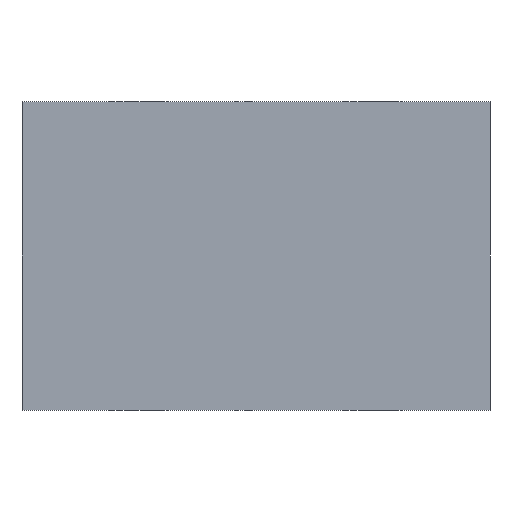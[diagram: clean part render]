
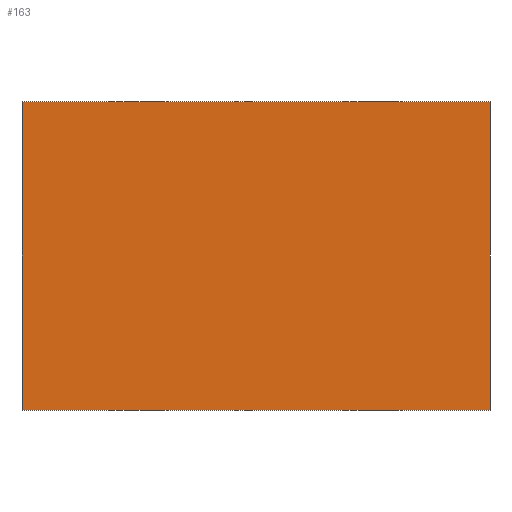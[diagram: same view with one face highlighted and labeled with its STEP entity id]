
A CAD part, front view. The second image highlights one B-rep face of the part: STEP entity #163.
In plain terms, the highlighted planar face has unit normal (0, -1, 0).
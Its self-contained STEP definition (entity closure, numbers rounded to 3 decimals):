
#22 = VERTEX_POINT('',#23);
#23 = CARTESIAN_POINT('',(-40.5,100.,397.35));
#31 = EDGE_CURVE('',#22,#32,#34,.T.);
#32 = VERTEX_POINT('',#33);
#33 = CARTESIAN_POINT('',(-65.5,100.,397.35));
#34 = LINE('',#35,#36);
#35 = CARTESIAN_POINT('',(-40.5,100.,397.35));
#36 = VECTOR('',#37,1.);
#37 = DIRECTION('',(-1.,-0.,-0.));
#93 = VERTEX_POINT('',#94);
#94 = CARTESIAN_POINT('',(-40.5,100.,413.85));
#100 = EDGE_CURVE('',#22,#93,#101,.T.);
#101 = LINE('',#102,#103);
#102 = CARTESIAN_POINT('',(-40.5,100.,402.85));
#103 = VECTOR('',#104,1.);
#104 = DIRECTION('',(-0.,-0.,1.));
#115 = EDGE_CURVE('',#93,#116,#118,.T.);
#116 = VERTEX_POINT('',#117);
#117 = CARTESIAN_POINT('',(-65.5,100.,413.85));
#118 = LINE('',#119,#120);
#119 = CARTESIAN_POINT('',(-40.5,100.,413.85));
#120 = VECTOR('',#121,1.);
#121 = DIRECTION('',(-1.,-0.,-0.));
#163 = ADVANCED_FACE('',(#164),#175,.T.);
#164 = FACE_BOUND('',#165,.T.);
#165 = EDGE_LOOP('',(#166,#167,#168,#169));
#166 = ORIENTED_EDGE('',*,*,#31,.F.);
#167 = ORIENTED_EDGE('',*,*,#100,.T.);
#168 = ORIENTED_EDGE('',*,*,#115,.T.);
#169 = ORIENTED_EDGE('',*,*,#170,.F.);
#170 = EDGE_CURVE('',#32,#116,#171,.T.);
#171 = LINE('',#172,#173);
#172 = CARTESIAN_POINT('',(-65.5,100.,402.85));
#173 = VECTOR('',#174,1.);
#174 = DIRECTION('',(-0.,-0.,1.));
#175 = PLANE('',#176);
#176 = AXIS2_PLACEMENT_3D('',#177,#178,#179);
#177 = CARTESIAN_POINT('',(-53.,100.,405.6));
#178 = DIRECTION('',(-0.,-1.,-0.));
#179 = DIRECTION('',(0.,0.,-1.));
